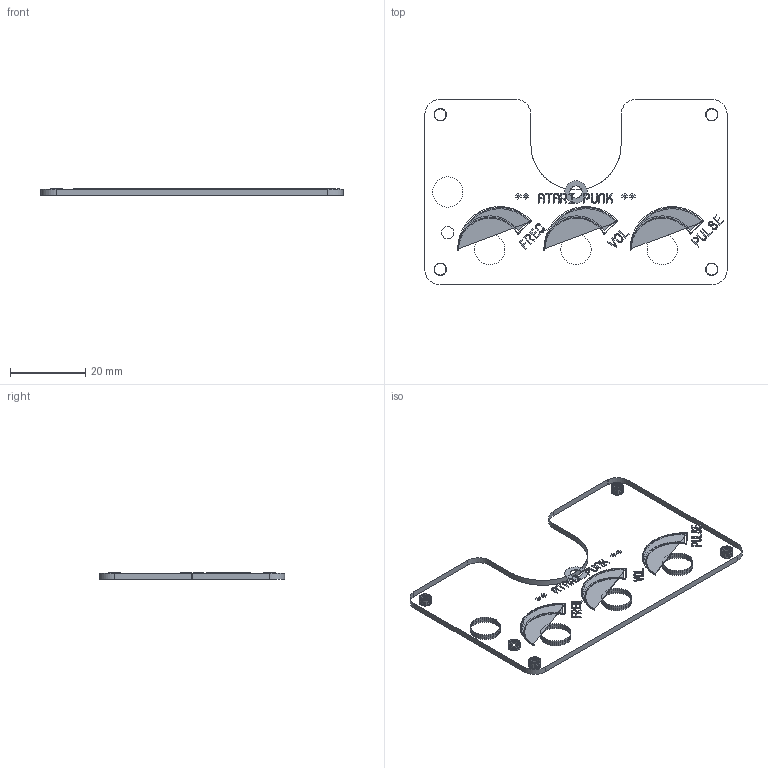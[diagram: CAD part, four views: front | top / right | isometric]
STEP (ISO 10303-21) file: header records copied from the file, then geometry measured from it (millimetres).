
FILE_DESCRIPTION(('Open CASCADE Model'),'2;1');
FILE_NAME('Open CASCADE Shape Model','2017-10-20T11:18:57',('Author'),( 'Open CASCADE'),'Open CASCADE STEP processor 6.8','Open CASCADE 6.8' ,'Unknown');
FILE_SCHEMA(('AUTOMOTIVE_DESIGN { 1 0 10303 214 1 1 1 1 }'));
Length unit declared in the file: millimetre
Products named in the file (6): PCB; Board; Open CASCADE STEP translator 6.8 6.2; Open CASCADE STEP translator 6.8 6.3; Open CASCADE STEP translator 6.8 6.4; Round_2362205_2362205__30000_1259843_1259843_0
Assembly tree (4 placements, depth 2):
  PCB
    Board
    Open CASCADE STEP translator 6.8 6.2
    Open CASCADE STEP translator 6.8 6.3
    Open CASCADE STEP translator 6.8 6.4
  Round_2362205_2362205__30000_1259843_1259843_0
Bounding box: 80.13 x 49.13 x 1.78 mm (x, y, z)
Volume: 5133.5 mm3; surface area: 7754.8 mm2
Topology: 41 solids, 46 shells, 2464 faces, 7249 edges, 4706 vertices
Faces by surface type: plane 2334, cylinder 130
Full cylindrical faces by diameter (mm): 3.048 x4, 3.2 x1, 6 x1
Entity records: 78934 total; most frequent: ORIENTED_EDGE 14232, CARTESIAN_POINT 14128, DIRECTION 12247, EDGE_CURVE 7049, LINE 6789, VECTOR 6789, VERTEX_POINT 4610, AXIS2_PLACEMENT_3D 2729
